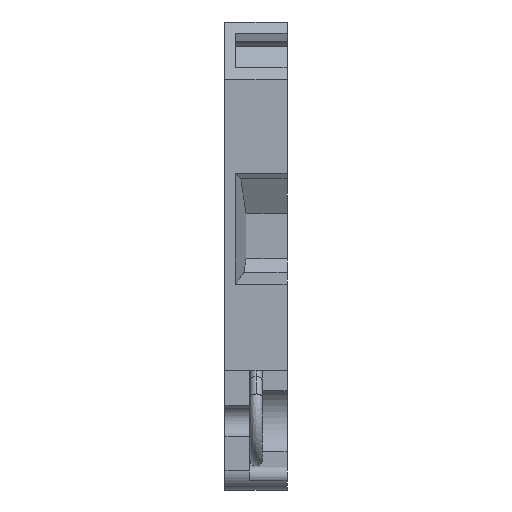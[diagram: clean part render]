
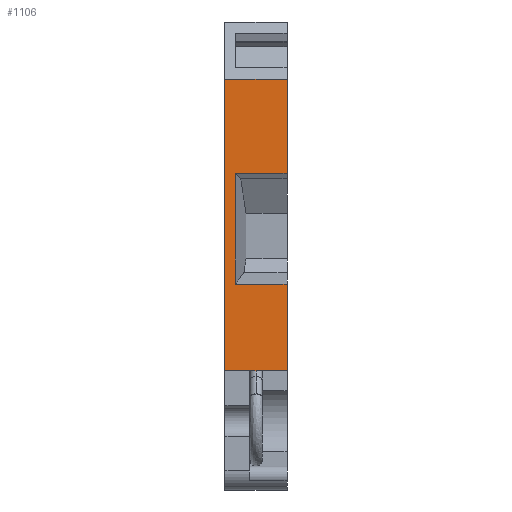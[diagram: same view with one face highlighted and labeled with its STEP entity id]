
A CAD part, front view. The second image highlights one B-rep face of the part: STEP entity #1106.
In plain terms, the highlighted planar face has unit normal (0, -1, 0).
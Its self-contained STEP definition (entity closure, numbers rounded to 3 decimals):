
#1070=AXIS2_PLACEMENT_3D('Plane Axis2P3D',#1067,#1068,#1069) ;
#41=CARTESIAN_POINT('Vertex',(0.,0.,12.5)) ;
#57=CARTESIAN_POINT('Vertex',(6.5,0.,12.5)) ;
#60=CARTESIAN_POINT('Line Origine',(3.25,0.,12.5)) ;
#259=CARTESIAN_POINT('Line Origine',(0.,0.,27.75)) ;
#263=CARTESIAN_POINT('Vertex',(0.,0.,43.)) ;
#406=CARTESIAN_POINT('Line Origine',(6.5,0.,17.025)) ;
#410=CARTESIAN_POINT('Vertex',(6.5,0.,21.55)) ;
#844=CARTESIAN_POINT('Vertex',(6.5,0.,43.)) ;
#847=CARTESIAN_POINT('Line Origine',(6.5,0.,38.075)) ;
#851=CARTESIAN_POINT('Vertex',(6.5,0.,33.15)) ;
#1067=CARTESIAN_POINT('Axis2P3D Location',(6.5,0.,12.5)) ;
#1072=CARTESIAN_POINT('Line Origine',(3.8,0.,21.55)) ;
#1076=CARTESIAN_POINT('Vertex',(1.1,0.,21.55)) ;
#1079=CARTESIAN_POINT('Line Origine',(1.1,0.,27.35)) ;
#1083=CARTESIAN_POINT('Vertex',(1.1,0.,33.15)) ;
#1086=CARTESIAN_POINT('Line Origine',(3.8,0.,33.15)) ;
#1091=CARTESIAN_POINT('Line Origine',(3.25,0.,43.)) ;
#61=DIRECTION('Vector Direction',(-1.,0.,0.)) ;
#260=DIRECTION('Vector Direction',(0.,0.,1.)) ;
#407=DIRECTION('Vector Direction',(0.,0.,1.)) ;
#848=DIRECTION('Vector Direction',(0.,0.,1.)) ;
#1068=DIRECTION('Axis2P3D Direction',(0.,-1.,0.)) ;
#1069=DIRECTION('Axis2P3D XDirection',(0.,0.,1.)) ;
#1073=DIRECTION('Vector Direction',(1.,0.,0.)) ;
#1080=DIRECTION('Vector Direction',(0.,0.,1.)) ;
#1087=DIRECTION('Vector Direction',(1.,0.,0.)) ;
#1092=DIRECTION('Vector Direction',(-1.,0.,0.)) ;
#62=VECTOR('Line Direction',#61,1.) ;
#261=VECTOR('Line Direction',#260,1.) ;
#408=VECTOR('Line Direction',#407,1.) ;
#849=VECTOR('Line Direction',#848,1.) ;
#1074=VECTOR('Line Direction',#1073,1.) ;
#1081=VECTOR('Line Direction',#1080,1.) ;
#1088=VECTOR('Line Direction',#1087,1.) ;
#1093=VECTOR('Line Direction',#1092,1.) ;
#1097=ORIENTED_EDGE('',*,*,#64,.F.) ;
#1098=ORIENTED_EDGE('',*,*,#412,.F.) ;
#1099=ORIENTED_EDGE('',*,*,#1078,.F.) ;
#1100=ORIENTED_EDGE('',*,*,#1085,.T.) ;
#1101=ORIENTED_EDGE('',*,*,#1090,.F.) ;
#1102=ORIENTED_EDGE('',*,*,#853,.F.) ;
#1103=ORIENTED_EDGE('',*,*,#1095,.T.) ;
#1104=ORIENTED_EDGE('',*,*,#265,.T.) ;
#1106=ADVANCED_FACE('Brep With Voids',(#1105),#1071,.T.) ;
#64=EDGE_CURVE('',#58,#42,#63,.T.) ;
#265=EDGE_CURVE('',#264,#42,#262,.F.) ;
#412=EDGE_CURVE('',#411,#58,#409,.F.) ;
#853=EDGE_CURVE('',#845,#852,#850,.F.) ;
#1078=EDGE_CURVE('',#1077,#411,#1075,.T.) ;
#1085=EDGE_CURVE('',#1077,#1084,#1082,.T.) ;
#1090=EDGE_CURVE('',#852,#1084,#1089,.F.) ;
#1095=EDGE_CURVE('',#845,#264,#1094,.T.) ;
#1096=EDGE_LOOP('',(#1097,#1098,#1099,#1100,#1101,#1102,#1103,#1104)) ;
#1105=FACE_OUTER_BOUND('',#1096,.T.) ;
#63=LINE('Line',#60,#62) ;
#262=LINE('Line',#259,#261) ;
#409=LINE('Line',#406,#408) ;
#850=LINE('Line',#847,#849) ;
#1075=LINE('Line',#1072,#1074) ;
#1082=LINE('Line',#1079,#1081) ;
#1089=LINE('Line',#1086,#1088) ;
#1094=LINE('Line',#1091,#1093) ;
#1071=PLANE('',#1070) ;
#42=VERTEX_POINT('',#41) ;
#58=VERTEX_POINT('',#57) ;
#264=VERTEX_POINT('',#263) ;
#411=VERTEX_POINT('',#410) ;
#845=VERTEX_POINT('',#844) ;
#852=VERTEX_POINT('',#851) ;
#1077=VERTEX_POINT('',#1076) ;
#1084=VERTEX_POINT('',#1083) ;
